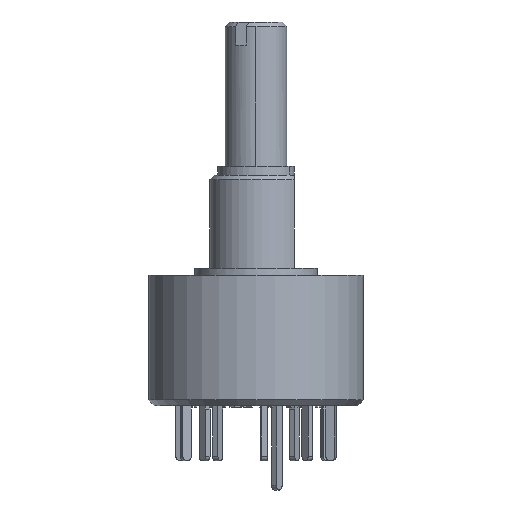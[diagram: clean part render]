
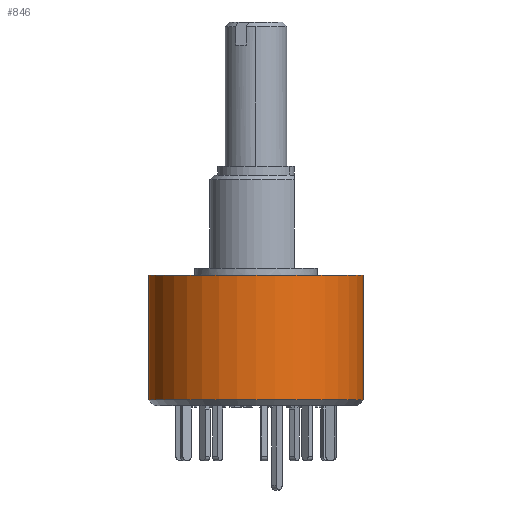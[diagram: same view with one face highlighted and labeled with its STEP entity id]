
A CAD part, left-side view. The second image highlights one B-rep face of the part: STEP entity #846.
In plain terms, the highlighted cylindrical face has radius 7 mm (diameter 14 mm), a partial arc.
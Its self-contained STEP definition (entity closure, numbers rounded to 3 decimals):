
#846 = ADVANCED_FACE ( 'NONE', ( #5785 ), #2630, .T. ) ;
#874 = DIRECTION ( 'NONE',  ( 0., 0., -1. ) ) ;
#1176 = DIRECTION ( 'NONE',  ( 0., -1., 0. ) ) ;
#1693 = ORIENTED_EDGE ( 'NONE', *, *, #14905, .F. ) ;
#2278 = VERTEX_POINT ( 'NONE', #7867 ) ;
#2630 = CYLINDRICAL_SURFACE ( 'NONE', #14479, 7. ) ;
#2877 = DIRECTION ( 'NONE',  ( 0., 0., 1. ) ) ;
#3432 = EDGE_CURVE ( 'NONE', #13615, #5416, #14173, .T. ) ;
#4210 = DIRECTION ( 'NONE',  ( 0., -1., 0. ) ) ;
#5416 = VERTEX_POINT ( 'NONE', #8061 ) ;
#5709 = EDGE_LOOP ( 'NONE', ( #5905, #1693, #6533, #14175 ) ) ;
#5785 = FACE_OUTER_BOUND ( 'NONE', #5709, .T. ) ;
#5905 = ORIENTED_EDGE ( 'NONE', *, *, #3432, .F. ) ;
#5984 = CARTESIAN_POINT ( 'NONE',  ( 0., -7., -0.45 ) ) ;
#6109 = DIRECTION ( 'NONE',  ( 0., 0., 1. ) ) ;
#6451 = CARTESIAN_POINT ( 'NONE',  ( 0., 7., -0.45 ) ) ;
#6533 = ORIENTED_EDGE ( 'NONE', *, *, #6582, .T. ) ;
#6582 = EDGE_CURVE ( 'NONE', #2278, #15582, #9317, .T. ) ;
#7867 = CARTESIAN_POINT ( 'NONE',  ( 0., 7., -0.45 ) ) ;
#8061 = CARTESIAN_POINT ( 'NONE',  ( 0., -7., -8.574 ) ) ;
#8255 = VECTOR ( 'NONE', #874, 1000. ) ;
#8325 = CIRCLE ( 'NONE', #10206, 7. ) ;
#9232 = CARTESIAN_POINT ( 'NONE',  ( 0., -7., -0.45 ) ) ;
#9311 = CARTESIAN_POINT ( 'NONE',  ( 0., 0., -8.574 ) ) ;
#9317 = LINE ( 'NONE', #6451, #12242 ) ;
#10206 = AXIS2_PLACEMENT_3D ( 'NONE', #16119, #6109, #1176 ) ;
#10288 = AXIS2_PLACEMENT_3D ( 'NONE', #9311, #2877, #4210 ) ;
#11790 = DIRECTION ( 'NONE',  ( 0., 0., -1. ) ) ;
#12242 = VECTOR ( 'NONE', #11790, 1000. ) ;
#13121 = EDGE_CURVE ( 'NONE', #15582, #5416, #16343, .T. ) ;
#13615 = VERTEX_POINT ( 'NONE', #9232 ) ;
#13970 = CARTESIAN_POINT ( 'NONE',  ( 0., 7., -8.574 ) ) ;
#14173 = LINE ( 'NONE', #5984, #8255 ) ;
#14175 = ORIENTED_EDGE ( 'NONE', *, *, #13121, .T. ) ;
#14479 = AXIS2_PLACEMENT_3D ( 'NONE', #14814, #15988, #14764 ) ;
#14764 = DIRECTION ( 'NONE',  ( 0., 1., 0. ) ) ;
#14814 = CARTESIAN_POINT ( 'NONE',  ( 0., 0., -0.45 ) ) ;
#14905 = EDGE_CURVE ( 'NONE', #2278, #13615, #8325, .T. ) ;
#15582 = VERTEX_POINT ( 'NONE', #13970 ) ;
#15988 = DIRECTION ( 'NONE',  ( 0., 0., -1. ) ) ;
#16119 = CARTESIAN_POINT ( 'NONE',  ( 0., 0., -0.45 ) ) ;
#16343 = CIRCLE ( 'NONE', #10288, 7. ) ;
